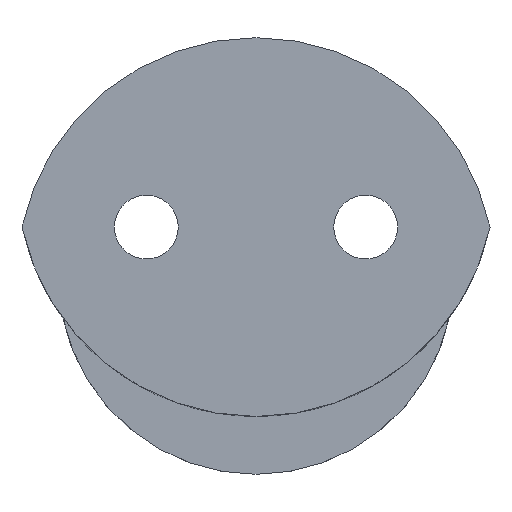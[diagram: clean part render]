
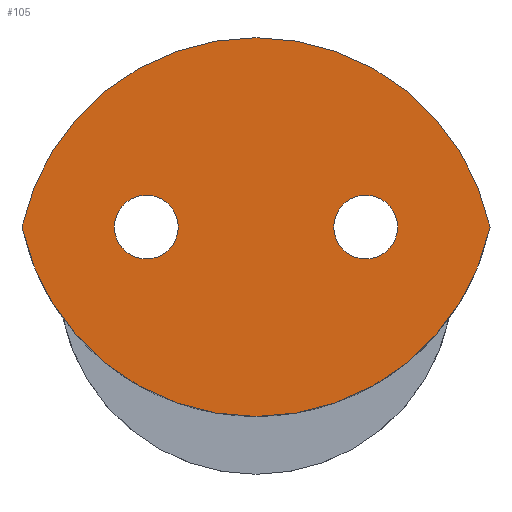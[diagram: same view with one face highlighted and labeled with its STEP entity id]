
A CAD part, front view. The second image highlights one B-rep face of the part: STEP entity #105.
In plain terms, the highlighted planar face has unit normal (0, -1, 0).
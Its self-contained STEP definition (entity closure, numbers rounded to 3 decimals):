
#16 = ORIENTED_EDGE ( 'NONE', *, *, #196, .T. ) ;
#38 = CIRCLE ( 'NONE', #244, 1.6 ) ;
#39 = VERTEX_POINT ( 'NONE', #269 ) ;
#76 = CIRCLE ( 'NONE', #322, 1.6 ) ;
#105 = ADVANCED_FACE ( 'NONE', ( #831, #565, #651 ), #940, .T. ) ;
#175 = EDGE_LOOP ( 'NONE', ( #16, #880, #548 ) ) ;
#196 = EDGE_CURVE ( 'NONE', #324, #39, #680, .T. ) ;
#214 = CIRCLE ( 'NONE', #421, 12. ) ;
#229 = CARTESIAN_POINT ( 'NONE',  ( 0., -9., -2.5 ) ) ;
#243 = DIRECTION ( 'NONE',  ( 0., 0., 1. ) ) ;
#244 = AXIS2_PLACEMENT_3D ( 'NONE', #656, #1013, #474 ) ;
#254 = CARTESIAN_POINT ( 'NONE',  ( -5.5, -9., 1.6 ) ) ;
#269 = CARTESIAN_POINT ( 'NONE',  ( 11.737, -9., 0. ) ) ;
#302 = DIRECTION ( 'NONE',  ( 0., 1., 0. ) ) ;
#307 = DIRECTION ( 'NONE',  ( 0., -1., 0. ) ) ;
#322 = AXIS2_PLACEMENT_3D ( 'NONE', #813, #550, #652 ) ;
#324 = VERTEX_POINT ( 'NONE', #338 ) ;
#338 = CARTESIAN_POINT ( 'NONE',  ( -11.737, -9., 0. ) ) ;
#348 = EDGE_CURVE ( 'NONE', #912, #706, #1070, .T. ) ;
#376 = CARTESIAN_POINT ( 'NONE',  ( 5.5, -9., 1.6 ) ) ;
#400 = VERTEX_POINT ( 'NONE', #460 ) ;
#405 = DIRECTION ( 'NONE',  ( 0., -1., 0. ) ) ;
#407 = CARTESIAN_POINT ( 'NONE',  ( 0., -9., -2.5 ) ) ;
#420 = AXIS2_PLACEMENT_3D ( 'NONE', #229, #405, #578 ) ;
#421 = AXIS2_PLACEMENT_3D ( 'NONE', #407, #514, #678 ) ;
#444 = CIRCLE ( 'NONE', #420, 12. ) ;
#460 = CARTESIAN_POINT ( 'NONE',  ( -5.5, -9., -1.6 ) ) ;
#474 = DIRECTION ( 'NONE',  ( 0., 0., 1. ) ) ;
#499 = VERTEX_POINT ( 'NONE', #254 ) ;
#514 = DIRECTION ( 'NONE',  ( 0., -1., 0. ) ) ;
#536 = EDGE_LOOP ( 'NONE', ( #974, #1047 ) ) ;
#548 = ORIENTED_EDGE ( 'NONE', *, *, #1023, .T. ) ;
#550 = DIRECTION ( 'NONE',  ( 0., 1., 0. ) ) ;
#558 = EDGE_CURVE ( 'NONE', #706, #912, #38, .T. ) ;
#565 = FACE_BOUND ( 'NONE', #536, .T. ) ;
#570 = DIRECTION ( 'NONE',  ( 0., 0., 1. ) ) ;
#574 = CARTESIAN_POINT ( 'NONE',  ( -5.5, -9., 0. ) ) ;
#578 = DIRECTION ( 'NONE',  ( 0., 0., -1. ) ) ;
#622 = VERTEX_POINT ( 'NONE', #730 ) ;
#651 = FACE_OUTER_BOUND ( 'NONE', #175, .T. ) ;
#652 = DIRECTION ( 'NONE',  ( 0., 0., 1. ) ) ;
#656 = CARTESIAN_POINT ( 'NONE',  ( 5.5, -9., 0. ) ) ;
#678 = DIRECTION ( 'NONE',  ( 0., 0., -1. ) ) ;
#680 = CIRCLE ( 'NONE', #741, 12. ) ;
#693 = DIRECTION ( 'NONE',  ( 0., 1., 0. ) ) ;
#697 = EDGE_CURVE ( 'NONE', #39, #622, #214, .T. ) ;
#706 = VERTEX_POINT ( 'NONE', #952 ) ;
#730 = CARTESIAN_POINT ( 'NONE',  ( 0., -9., 9.5 ) ) ;
#741 = AXIS2_PLACEMENT_3D ( 'NONE', #1000, #1086, #892 ) ;
#813 = CARTESIAN_POINT ( 'NONE',  ( -5.5, -9., 0. ) ) ;
#831 = FACE_BOUND ( 'NONE', #926, .T. ) ;
#880 = ORIENTED_EDGE ( 'NONE', *, *, #697, .T. ) ;
#892 = DIRECTION ( 'NONE',  ( 0., 0., -1. ) ) ;
#912 = VERTEX_POINT ( 'NONE', #376 ) ;
#922 = AXIS2_PLACEMENT_3D ( 'NONE', #1065, #693, #243 ) ;
#926 = EDGE_LOOP ( 'NONE', ( #1043, #1035 ) ) ;
#928 = DIRECTION ( 'NONE',  ( 0., 0., -1. ) ) ;
#933 = EDGE_CURVE ( 'NONE', #400, #499, #76, .T. ) ;
#934 = CARTESIAN_POINT ( 'NONE',  ( 0., -9., 0. ) ) ;
#940 = PLANE ( 'NONE',  #1071 ) ;
#952 = CARTESIAN_POINT ( 'NONE',  ( 5.5, -9., -1.6 ) ) ;
#974 = ORIENTED_EDGE ( 'NONE', *, *, #1029, .T. ) ;
#1000 = CARTESIAN_POINT ( 'NONE',  ( 0., -9., 2.5 ) ) ;
#1013 = DIRECTION ( 'NONE',  ( 0., 1., 0. ) ) ;
#1023 = EDGE_CURVE ( 'NONE', #622, #324, #444, .T. ) ;
#1029 = EDGE_CURVE ( 'NONE', #499, #400, #1087, .T. ) ;
#1035 = ORIENTED_EDGE ( 'NONE', *, *, #558, .T. ) ;
#1043 = ORIENTED_EDGE ( 'NONE', *, *, #348, .T. ) ;
#1047 = ORIENTED_EDGE ( 'NONE', *, *, #933, .T. ) ;
#1065 = CARTESIAN_POINT ( 'NONE',  ( 5.5, -9., 0. ) ) ;
#1070 = CIRCLE ( 'NONE', #922, 1.6 ) ;
#1071 = AXIS2_PLACEMENT_3D ( 'NONE', #934, #307, #928 ) ;
#1086 = DIRECTION ( 'NONE',  ( 0., -1., 0. ) ) ;
#1087 = CIRCLE ( 'NONE', #1138, 1.6 ) ;
#1138 = AXIS2_PLACEMENT_3D ( 'NONE', #574, #302, #570 ) ;
